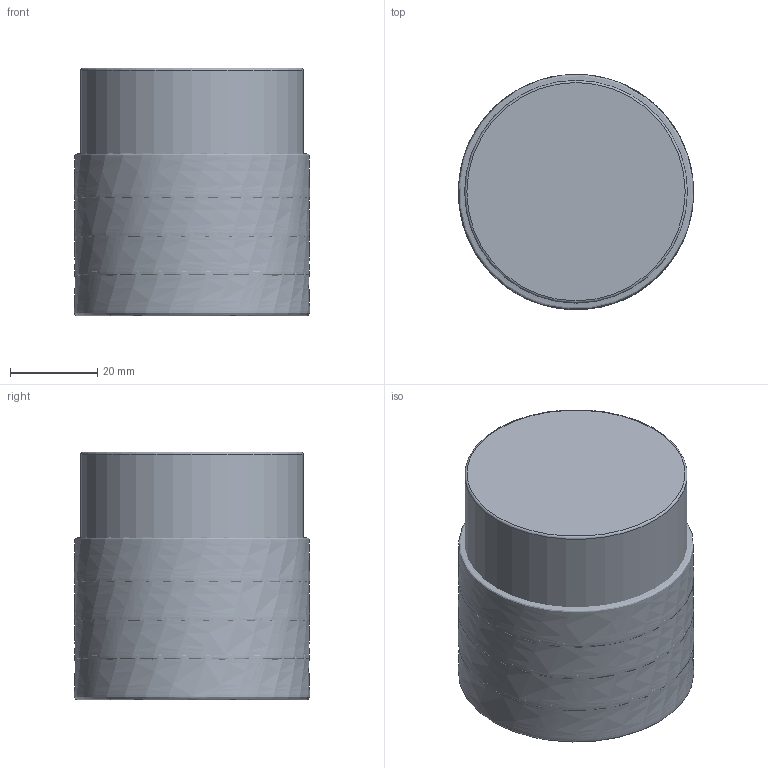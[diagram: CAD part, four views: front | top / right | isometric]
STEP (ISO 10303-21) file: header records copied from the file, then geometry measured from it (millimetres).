
FILE_DESCRIPTION(/* description */ (''),/* implementation_level */ '2;1');
FILE_NAME(/* name */ '1583809299163.stp',/* time_stamp */ '2020-03-10T08:31:56+05:00',/* author */ (''),/* organization */ ('SMS'),/* preprocessor_version */ 'ST-DEVELOPER v16.7',/* originating_system */ 'SIEMENS PLM Software NX 12.0',/* authorisation */ '');
FILE_SCHEMA (('AUTOMOTIVE_DESIGN { 1 0 10303 214 3 1 1 1 }'));
Length unit declared in the file: millimetre
Products named in the file (4): ASSEMBLY_CONSTRUCTION; 202220500mod000_00; 202897847mod000_00; 202897849mod000_00
Assembly tree (6 placements, depth 2):
  202897849mod000_00
    202897847mod000_00
    202220500mod000_00  x4
    ASSEMBLY_CONSTRUCTION
Bounding box: 53.94 x 53.93 x 56.71 mm (x, y, z)
Volume: 156455.5 mm3; surface area: 33370.2 mm2
Topology: 5 solids, 5 shells, 21 faces, 46 edges, 57 vertices
Faces by surface type: cone 10, bspline 4, plane 3, torus 3, cylinder 1
Full cylindrical faces by diameter (mm): 50.994 x1
Entity records: 22308 total; most frequent: CARTESIAN_POINT 21596, DIRECTION 124, AXIS2_PLACEMENT_3D 62, STYLED_ITEM 51, PRESENTATION_STYLE_ASSIGNMENT 51, FACE_BOUND 34, EDGE_LOOP 32, ORIENTED_EDGE 32
